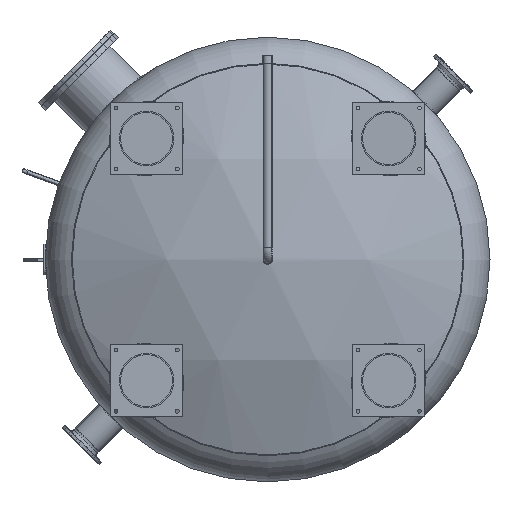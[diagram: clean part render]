
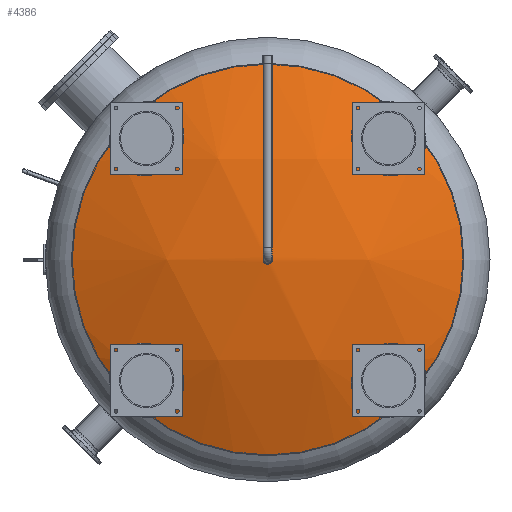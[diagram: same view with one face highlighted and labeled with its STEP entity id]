
A CAD part, front view. The second image highlights one B-rep face of the part: STEP entity #4386.
In plain terms, the highlighted spherical face has radius 2913 mm.
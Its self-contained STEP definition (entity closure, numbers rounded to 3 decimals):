
#398=FACE_BOUND('',#850,.T.);
#580=SPHERICAL_SURFACE('',#5137,2913.);
#608=FACE_OUTER_BOUND('',#849,.T.);
#849=EDGE_LOOP('',(#3047,#3048));
#850=EDGE_LOOP('',(#3049));
#1727=CIRCLE('',#5128,30.15);
#1729=CIRCLE('',#5131,1280.157);
#1730=CIRCLE('',#5132,1280.157);
#2019=VERTEX_POINT('',#7170);
#2021=VERTEX_POINT('',#7176);
#2022=VERTEX_POINT('',#7177);
#2430=EDGE_CURVE('',#2019,#2019,#1727,.T.);
#2433=EDGE_CURVE('',#2021,#2022,#1729,.T.);
#2434=EDGE_CURVE('',#2022,#2021,#1730,.T.);
#3047=ORIENTED_EDGE('',*,*,#2433,.T.);
#3048=ORIENTED_EDGE('',*,*,#2434,.T.);
#3049=ORIENTED_EDGE('',*,*,#2430,.T.);
#4386=ADVANCED_FACE('',(#608,#398),#580,.T.);
#5128=AXIS2_PLACEMENT_3D('',#7171,#5760,#5761);
#5131=AXIS2_PLACEMENT_3D('',#7178,#5767,#5768);
#5132=AXIS2_PLACEMENT_3D('',#7179,#5769,#5770);
#5137=AXIS2_PLACEMENT_3D('',#7187,#5779,#5780);
#5760=DIRECTION('center_axis',(0.,-1.,0.));
#5761=DIRECTION('ref_axis',(1.,0.,0.));
#5767=DIRECTION('center_axis',(0.,1.,0.));
#5768=DIRECTION('ref_axis',(-1.,0.,0.));
#5769=DIRECTION('center_axis',(0.,1.,0.));
#5770=DIRECTION('ref_axis',(-1.,0.,0.));
#5779=DIRECTION('center_axis',(0.,0.,1.));
#5780=DIRECTION('ref_axis',(1.,0.,0.));
#7170=CARTESIAN_POINT('',(-30.15,620.079,0.));
#7171=CARTESIAN_POINT('Origin',(0.,620.079,0.));
#7176=CARTESIAN_POINT('',(-1280.157,323.868,0.));
#7177=CARTESIAN_POINT('',(0.,323.868,-1280.157));
#7178=CARTESIAN_POINT('Origin',(0.,323.868,0.));
#7179=CARTESIAN_POINT('Origin',(0.,323.868,0.));
#7187=CARTESIAN_POINT('Origin',(0.,-2292.765,0.));
